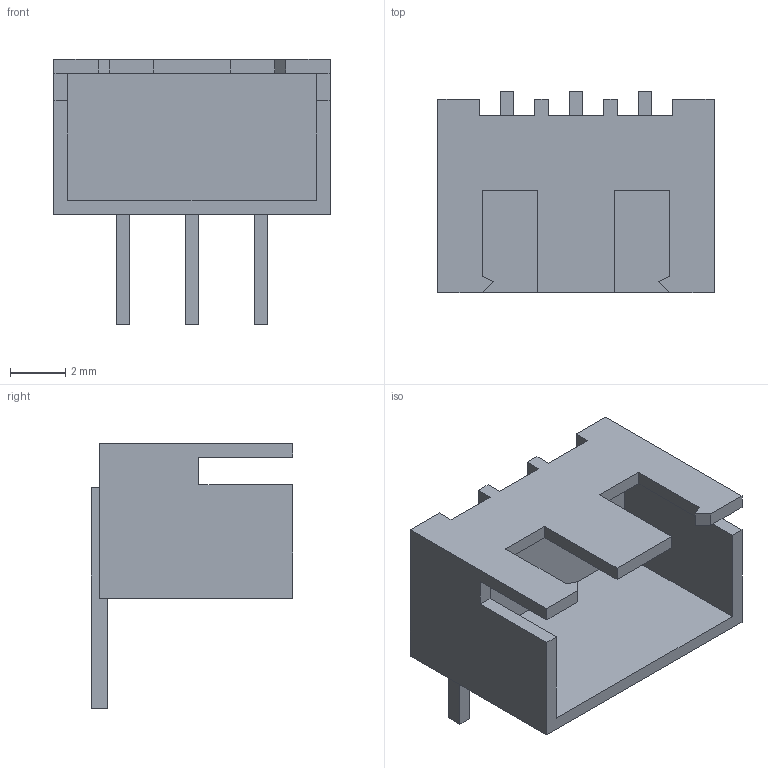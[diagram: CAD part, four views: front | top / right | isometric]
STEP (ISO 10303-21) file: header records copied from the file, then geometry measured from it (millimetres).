
FILE_DESCRIPTION(('FreeCAD Model'),'2;1');
FILE_NAME( 'JST_XH_3x2.5_TH_Angled.step', '2020-02-08T01:18:17',('Author'),(''), 'Open CASCADE STEP processor 7.3','FreeCAD','Unknown');
FILE_SCHEMA(('AUTOMOTIVE_DESIGN { 1 0 10303 214 1 1 1 1 }'));
Length unit declared in the file: millimetre
Products named in the file (1): Pocket004
Bounding box: 10 x 7.3 x 9.6 mm (x, y, z)
Volume: 141 mm3; surface area: 519.5 mm2
Topology: 1 solids, 1 shells, 69 faces, 191 edges, 124 vertices
Faces by surface type: plane 69
Entity records: 4580 total; most frequent: CARTESIAN_POINT 836, DIRECTION 644, LINE 504, VECTOR 504, ORIENTED_EDGE 382, PCURVE 382, DEFINITIONAL_REPRESENTATION 382, EDGE_CURVE 191
